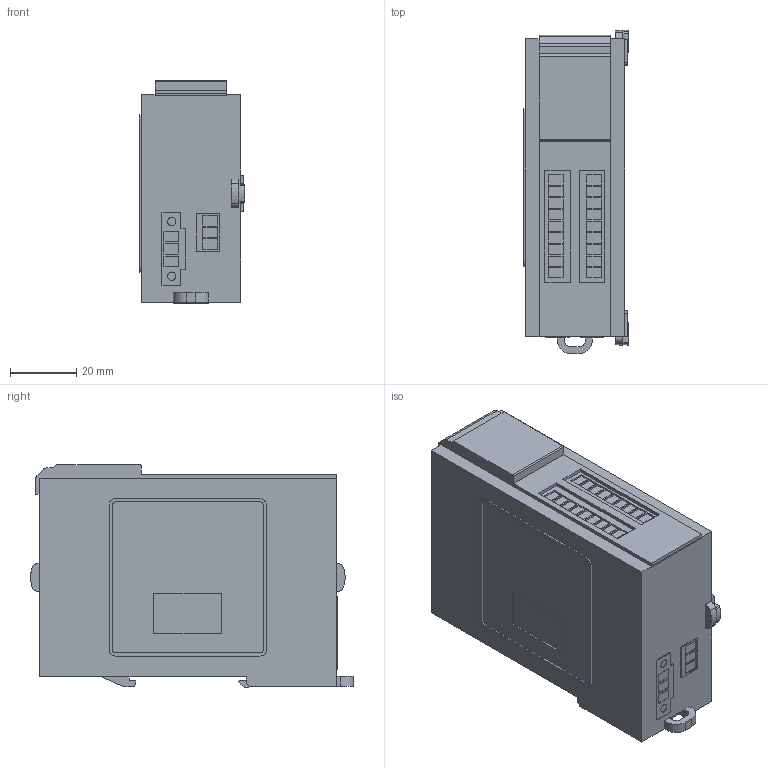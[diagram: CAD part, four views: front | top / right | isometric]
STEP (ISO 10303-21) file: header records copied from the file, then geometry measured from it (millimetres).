
FILE_DESCRIPTION (( 'STEP AP214' ), '1' );
FILE_NAME ('PLC-S-CPU-0806_ÏËÊ S. CPU0806 ñåðèè ONI.STEP', '2019-03-01T06:59:19', ( '' ), ( '' ), 'SwSTEP 2.0', 'SolidWorks 2014', '' );
FILE_SCHEMA (( 'AUTOMOTIVE_DESIGN' ));
Length unit declared in the file: millimetre
Products named in the file (2): PLC-S-CPU-0806_ÏËÊ S. CPU0806 ñåðèè ONI
Bounding box: 31.7 x 97.41 x 67.21 mm (x, y, z)
Volume: 166831.6 mm3; surface area: 22107.9 mm2
Topology: 1 solids, 1 shells, 329 faces, 853 edges, 568 vertices
Faces by surface type: plane 273, cylinder 56
Entity records: 13615 total; most frequent: CARTESIAN_POINT 1752, ORIENTED_EDGE 1706, DIRECTION 1627, EDGE_CURVE 853, VECTOR 741, LINE 741, VERTEX_POINT 568, AXIS2_PLACEMENT_3D 443
